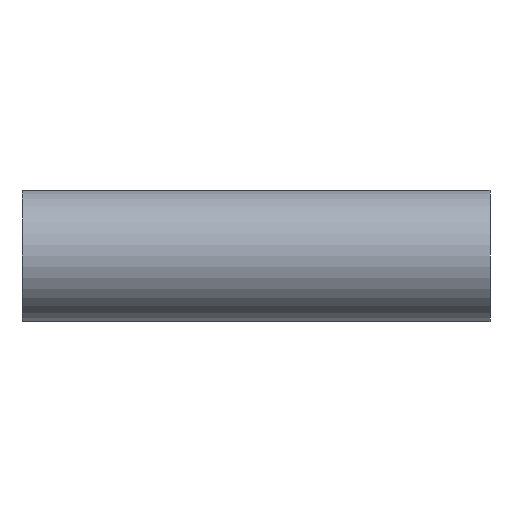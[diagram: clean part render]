
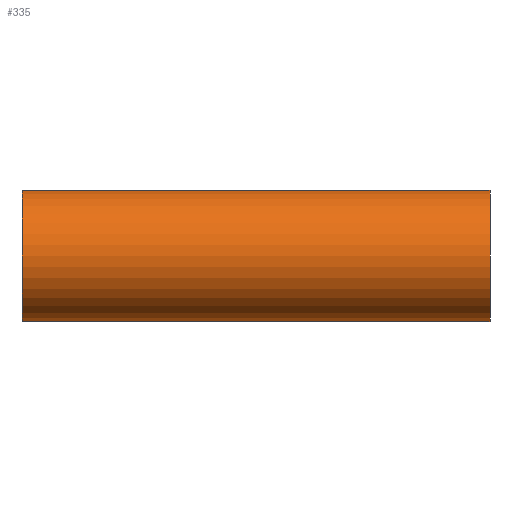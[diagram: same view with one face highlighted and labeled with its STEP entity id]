
A CAD part, left-side view. The second image highlights one B-rep face of the part: STEP entity #335.
In plain terms, the highlighted cylindrical face has radius 45 mm (diameter 90 mm), a partial arc.
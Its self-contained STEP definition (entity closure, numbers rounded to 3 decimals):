
#2 = AXIS2_PLACEMENT_3D ( 'NONE', #80, #153, #340 ) ;
#6 = ORIENTED_EDGE ( 'NONE', *, *, #20, .T. ) ;
#15 = CARTESIAN_POINT ( 'NONE',  ( 0., 0., 45. ) ) ;
#19 = DIRECTION ( 'NONE',  ( 0., -1., 0. ) ) ;
#20 = EDGE_CURVE ( 'NONE', #392, #92, #429, .T. ) ;
#23 = CIRCLE ( 'NONE', #466, 45. ) ;
#31 = LINE ( 'NONE', #238, #405 ) ;
#40 = CARTESIAN_POINT ( 'NONE',  ( 0., 0., -45. ) ) ;
#42 = VECTOR ( 'NONE', #334, 1000. ) ;
#56 = ORIENTED_EDGE ( 'NONE', *, *, #126, .F. ) ;
#67 = VERTEX_POINT ( 'NONE', #105 ) ;
#80 = CARTESIAN_POINT ( 'NONE',  ( 0., 321., 0. ) ) ;
#81 = EDGE_CURVE ( 'NONE', #392, #67, #247, .T. ) ;
#86 = CARTESIAN_POINT ( 'NONE',  ( 0., 321., -45. ) ) ;
#91 = DIRECTION ( 'NONE',  ( 0., -1., 0. ) ) ;
#92 = VERTEX_POINT ( 'NONE', #171 ) ;
#93 = CARTESIAN_POINT ( 'NONE',  ( 0., 321., 45. ) ) ;
#98 = CARTESIAN_POINT ( 'NONE',  ( 0., 321., -45. ) ) ;
#99 = CARTESIAN_POINT ( 'NONE',  ( 0., 321., 0. ) ) ;
#105 = CARTESIAN_POINT ( 'NONE',  ( 0., 321., 45. ) ) ;
#126 = EDGE_CURVE ( 'NONE', #441, #438, #31, .T. ) ;
#129 = AXIS2_PLACEMENT_3D ( 'NONE', #99, #432, #203 ) ;
#145 = FACE_OUTER_BOUND ( 'NONE', #387, .T. ) ;
#148 = LINE ( 'NONE', #412, #42 ) ;
#153 = DIRECTION ( 'NONE',  ( 0., -1., 0. ) ) ;
#171 = CARTESIAN_POINT ( 'NONE',  ( 0., 108., -45. ) ) ;
#189 = CYLINDRICAL_SURFACE ( 'NONE', #2, 45. ) ;
#198 = ORIENTED_EDGE ( 'NONE', *, *, #283, .T. ) ;
#203 = DIRECTION ( 'NONE',  ( 0., 0., 1. ) ) ;
#223 = VERTEX_POINT ( 'NONE', #40 ) ;
#238 = CARTESIAN_POINT ( 'NONE',  ( 0., 321., 45. ) ) ;
#247 = CIRCLE ( 'NONE', #129, 45. ) ;
#266 = DIRECTION ( 'NONE',  ( 0., 1., 0. ) ) ;
#274 = VECTOR ( 'NONE', #19, 1000. ) ;
#283 = EDGE_CURVE ( 'NONE', #92, #223, #148, .T. ) ;
#308 = ORIENTED_EDGE ( 'NONE', *, *, #81, .F. ) ;
#309 = LINE ( 'NONE', #93, #314 ) ;
#314 = VECTOR ( 'NONE', #91, 1000. ) ;
#329 = ORIENTED_EDGE ( 'NONE', *, *, #451, .F. ) ;
#334 = DIRECTION ( 'NONE',  ( 0., -1., 0. ) ) ;
#335 = ADVANCED_FACE ( 'NONE', ( #145 ), #189, .T. ) ;
#340 = DIRECTION ( 'NONE',  ( 0., 0., -1. ) ) ;
#349 = CARTESIAN_POINT ( 'NONE',  ( 0., 108., 45. ) ) ;
#385 = CARTESIAN_POINT ( 'NONE',  ( 0., 0., 0. ) ) ;
#387 = EDGE_LOOP ( 'NONE', ( #329, #308, #6, #198, #450, #56 ) ) ;
#392 = VERTEX_POINT ( 'NONE', #86 ) ;
#393 = DIRECTION ( 'NONE',  ( 0., -1., 0. ) ) ;
#405 = VECTOR ( 'NONE', #393, 1000. ) ;
#409 = EDGE_CURVE ( 'NONE', #223, #438, #23, .T. ) ;
#412 = CARTESIAN_POINT ( 'NONE',  ( 0., 321., -45. ) ) ;
#424 = DIRECTION ( 'NONE',  ( 0., 0., 1. ) ) ;
#429 = LINE ( 'NONE', #98, #274 ) ;
#432 = DIRECTION ( 'NONE',  ( 0., 1., 0. ) ) ;
#438 = VERTEX_POINT ( 'NONE', #15 ) ;
#441 = VERTEX_POINT ( 'NONE', #349 ) ;
#450 = ORIENTED_EDGE ( 'NONE', *, *, #409, .T. ) ;
#451 = EDGE_CURVE ( 'NONE', #67, #441, #309, .T. ) ;
#466 = AXIS2_PLACEMENT_3D ( 'NONE', #385, #266, #424 ) ;
